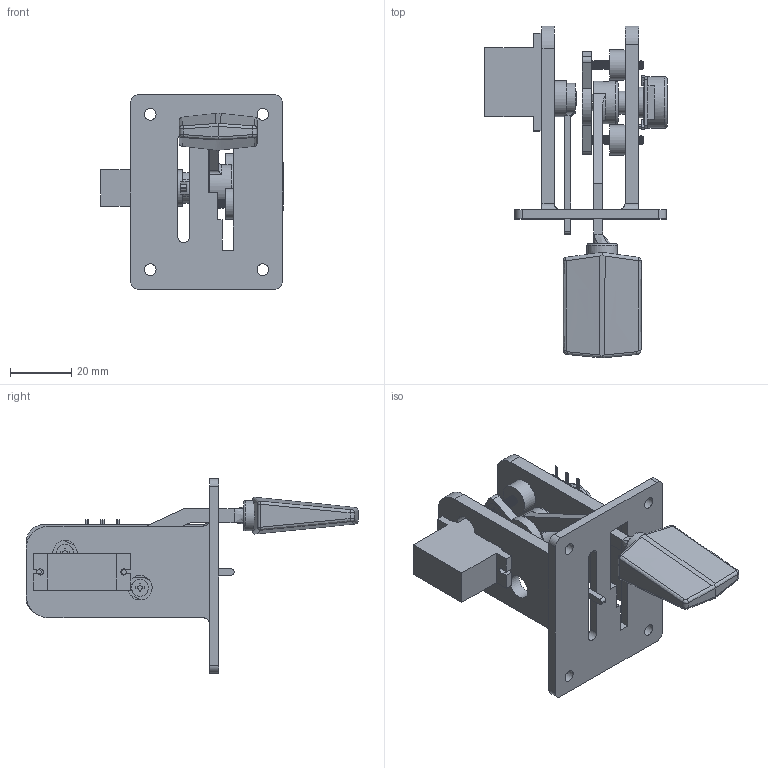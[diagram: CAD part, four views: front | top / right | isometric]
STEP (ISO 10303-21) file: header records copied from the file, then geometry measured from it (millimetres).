
FILE_DESCRIPTION(/* description */ (''),/* implementation_level */ '2;1');
FILE_NAME(/* name */ 'Flap Assy v81.step',/* time_stamp */ '2023-06-16T09:49:15-06:00',/* author */ (''),/* organization */ (''),/* preprocessor_version */ 'ST-DEVELOPER v19.2',/* originating_system */ 'Autodesk Translation Framework v12.6.0.85',/* authorisation */ '');
FILE_SCHEMA (('AUTOMOTIVE_DESIGN { 1 0 10303 214 3 1 1 }'));
Length unit declared in the file: millimetre
Products named in the file (10): Flap Assy; Faceplate; Servo Lever; Electronics; Servo Motor; potentiometerb10k; 92010A128_Passivated 18-8 Stainless Steel Phillips Flat Head Screw; Potentiometer Lever; Flap Handle; Tension Lock
Assembly tree (10 placements, depth 3):
  Flap Assy
    Faceplate
    Servo Lever
    Electronics
      Servo Motor
      potentiometerb10k
      92010A128_Passivated 18-8 Stainless Steel Phillips Flat Head Screw  x2
    Potentiometer Lever
    Flap Handle
    Tension Lock
Bounding box: 59.64 x 108.5 x 63.5 mm (x, y, z)
Volume: 40905.8 mm3; surface area: 26988.8 mm2
Topology: 20 solids, 20 shells, 543 faces, 1411 edges, 917 vertices
Faces by surface type: plane 258, cylinder 234, bspline 32, cone 9, torus 6, sphere 4
Full cylindrical faces by diameter (mm): 1.2 x3, 1.5 x2, 2 x1, 2.35 x70, 2.8 x4, 3 x70, 3.25 x2, 3.81 x4, 4.6 x1, 5.1 x1, 5.55 x1, 5.65 x1, 6 x1, 6.25 x1, 7.5 x2, 8 x1, 9.9 x1, 10 x3, 11.8 x1, 14 x1, 16.9 x1
Entity records: 19471 total; most frequent: CARTESIAN_POINT 8826, ORIENTED_EDGE 2234, DIRECTION 1989, EDGE_CURVE 1117, VERTEX_POINT 721, LINE 663, VECTOR 663, AXIS2_PLACEMENT_3D 663
